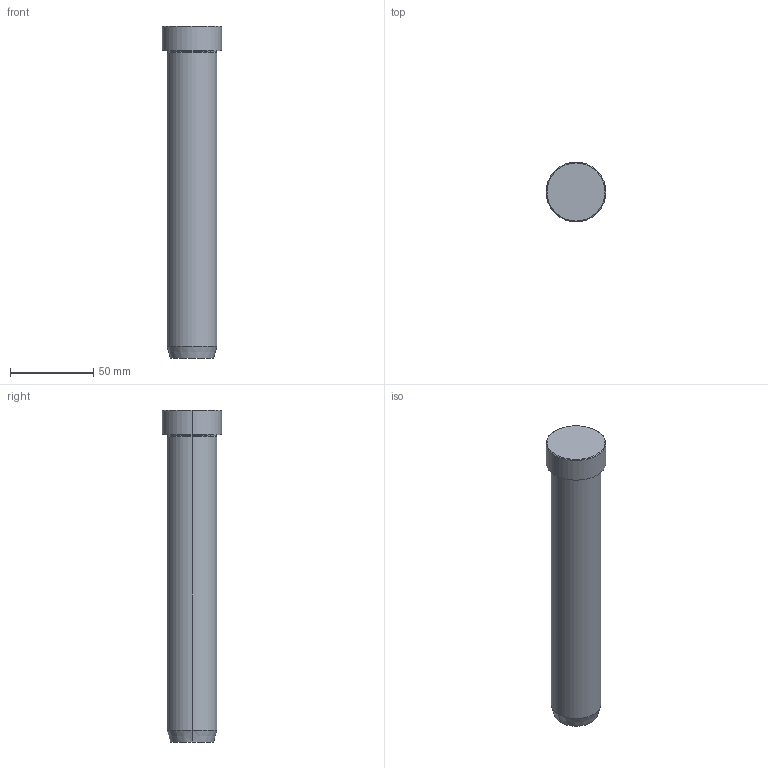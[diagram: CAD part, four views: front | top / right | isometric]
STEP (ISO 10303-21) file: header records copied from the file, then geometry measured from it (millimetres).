
FILE_DESCRIPTION (( 'STEP AP203' ), '1' );
FILE_NAME ('d0e7.STEP', '2024-01-02T17:45:56', ( '' ), ( '' ), 'SwSTEP 2.0', 'SolidWorks 2019', '' );
FILE_SCHEMA (( 'CONFIG_CONTROL_DESIGN' ));
Length unit declared in the file: millimetre
Products named in the file (1): d0e7
Bounding box: 36 x 36 x 200 mm (x, y, z)
Volume: 145393.5 mm3; surface area: 21000.1 mm2
Topology: 1 solids, 1 shells, 15 faces, 28 edges, 16 vertices
Faces by surface type: cone 4, torus 4, cylinder 4, plane 3
Entity records: 455 total; most frequent: DIRECTION 80, CARTESIAN_POINT 60, ORIENTED_EDGE 56, AXIS2_PLACEMENT_3D 36, EDGE_CURVE 28, CIRCLE 20, EDGE_LOOP 16, VERTEX_POINT 16
